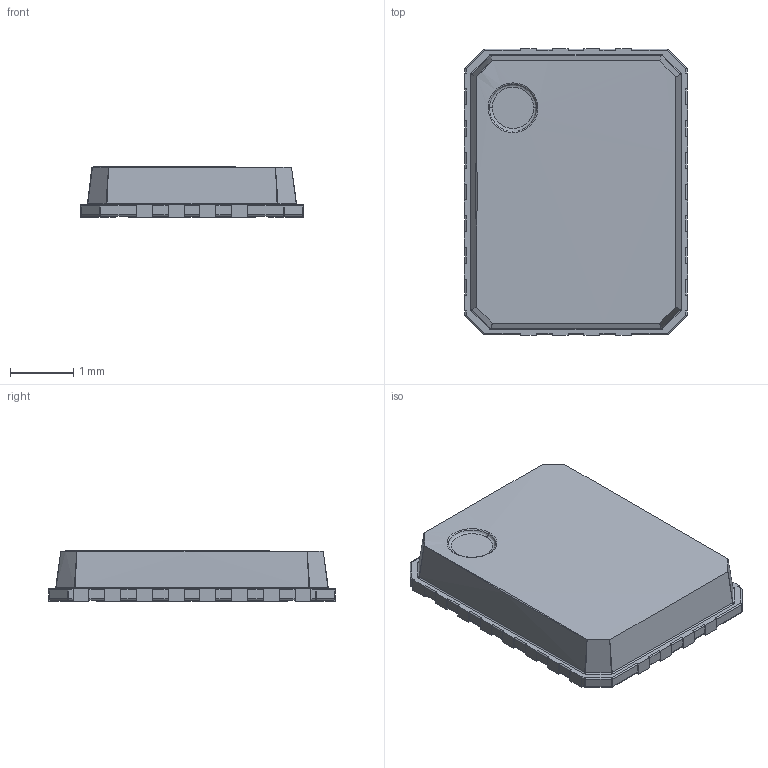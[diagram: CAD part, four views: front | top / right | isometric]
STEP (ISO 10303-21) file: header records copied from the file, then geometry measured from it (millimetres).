
FILE_DESCRIPTION (( 'STEP AP214' ), '1' );
FILE_NAME ('User Library-QFN50P350X450X80-24_JEDEC_MO-220WFSD.STEP', '2015-06-25T11:16:54', ( 'Windows User' ), ( '' ), 'SwSTEP 2.0', 'SolidWorks 2015', '' );
FILE_SCHEMA (( 'AUTOMOTIVE_DESIGN' ));
Length unit declared in the file: millimetre
Products named in the file (1): User Library-QFN50P350X450X80-24_JEDEC_MO-220WFSD
Bounding box: 3.52 x 4.52 x 0.8 mm (x, y, z)
Volume: 11 mm3; surface area: 42.3 mm2
Topology: 1 solids, 1 shells, 309 faces, 830 edges, 518 vertices
Faces by surface type: plane 145, cylinder 128, bspline 36
Entity records: 13357 total; most frequent: CARTESIAN_POINT 2278, ORIENTED_EDGE 1644, DIRECTION 1572, EDGE_CURVE 822, VECTOR 548, LINE 548, VERTEX_POINT 518, AXIS2_PLACEMENT_3D 512
